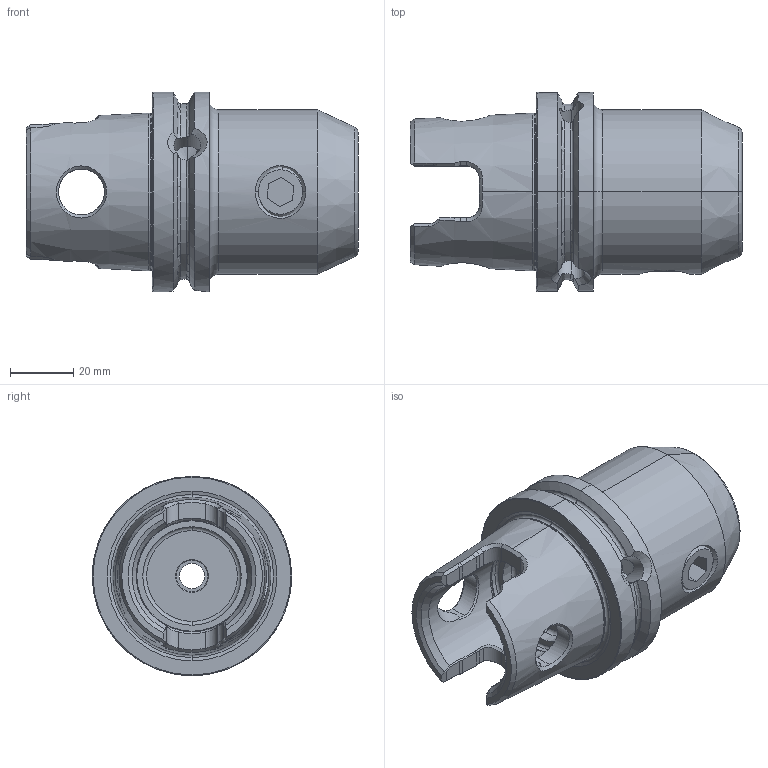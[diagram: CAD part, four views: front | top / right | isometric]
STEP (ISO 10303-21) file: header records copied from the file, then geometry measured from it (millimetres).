
FILE_DESCRIPTION (( 'STEP AP203' ), '1' );
FILE_NAME ('KY6.W20.K01.065.STEP', '2018-02-16T09:36:52', ( 'SWIAdmin' ), ( 'Hewlett-Packard Company' ), 'SwSTEP 2.0', 'SolidWorks 2017', '' );
FILE_SCHEMA (( 'CONFIG_CONTROL_DESIGN' ));
Length unit declared in the file: millimetre
Products named in the file (3): KY6-W20.K01.065_A; W20-ER1.001.016; KY6.W20.K01.065
Assembly tree (2 placements, depth 2):
  KY6.W20.K01.065
    KY6-W20.K01.065_A
    W20-ER1.001.016
Bounding box: 104.95 x 62.95 x 62.95 mm (x, y, z)
Volume: 156638.6 mm3; surface area: 31561.9 mm2
Topology: 2 solids, 2 shells, 246 faces, 622 edges, 380 vertices
Faces by surface type: cylinder 56, plane 55, cone 53, bspline 52, torus 30
Entity records: 10741 total; most frequent: CARTESIAN_POINT 5167, ORIENTED_EDGE 1228, DIRECTION 898, EDGE_CURVE 614, VERTEX_POINT 380, AXIS2_PLACEMENT_3D 371, B_SPLINE_CURVE_WITH_KNOTS 286, EDGE_LOOP 262
